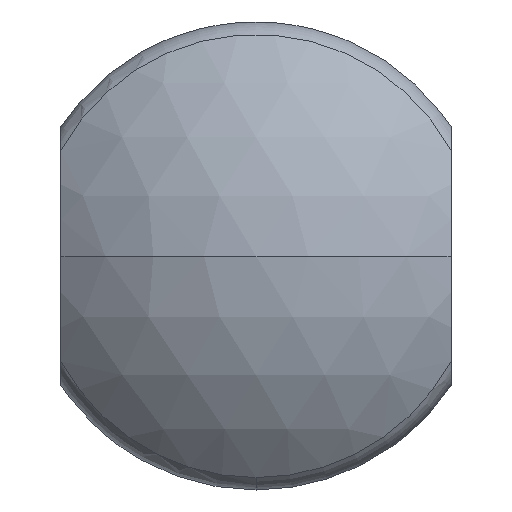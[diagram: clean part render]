
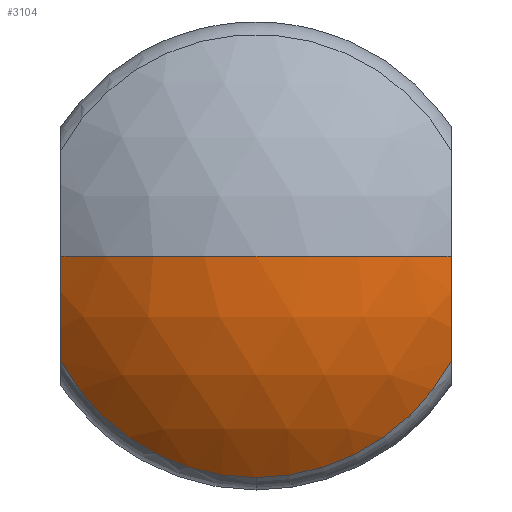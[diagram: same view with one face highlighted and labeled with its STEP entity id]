
A CAD part, front view. The second image highlights one B-rep face of the part: STEP entity #3104.
In plain terms, the highlighted spherical face has radius 25 mm.
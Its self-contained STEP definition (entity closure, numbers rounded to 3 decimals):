
#104 = DIRECTION ( 'NONE',  ( -1., 0., 0. ) ) ;
#195 = DIRECTION ( 'NONE',  ( 1., 0., 0. ) ) ;
#263 = DIRECTION ( 'NONE',  ( -1., 0., 0. ) ) ;
#338 = ORIENTED_EDGE ( 'NONE', *, *, #2036, .T. ) ;
#546 = DIRECTION ( 'NONE',  ( 0., -1., 0. ) ) ;
#641 = AXIS2_PLACEMENT_3D ( 'NONE', #3225, #546, #2588 ) ;
#672 = VERTEX_POINT ( 'NONE', #3262 ) ;
#694 = CIRCLE ( 'NONE', #1877, 25. ) ;
#780 = VERTEX_POINT ( 'NONE', #3390 ) ;
#792 = CIRCLE ( 'NONE', #1706, 20. ) ;
#820 = ORIENTED_EDGE ( 'NONE', *, *, #975, .F. ) ;
#975 = EDGE_CURVE ( 'Defeature ausgef�hrt2_13+Defeature ausgef�hrt2_9+Defeature ausgef�hrt2_8+Defeature ausgef�hrt2_12', #780, #3495, #792, .T. ) ;
#987 = CARTESIAN_POINT ( 'NONE',  ( 15., -103.288, -8.096 ) ) ;
#1196 = CARTESIAN_POINT ( 'NONE',  ( 15., -85., 0. ) ) ;
#1267 = CIRCLE ( 'NONE', #1698, 20. ) ;
#1282 = DIRECTION ( 'NONE',  ( 0., 0., -1. ) ) ;
#1290 = CARTESIAN_POINT ( 'NONE',  ( -15., -105., 0. ) ) ;
#1326 = CIRCLE ( 'NONE', #2991, 17.045 ) ;
#1396 = DIRECTION ( 'NONE',  ( 0., 0., -1. ) ) ;
#1640 = DIRECTION ( 'NONE',  ( -1., 0., 0. ) ) ;
#1685 = SPHERICAL_SURFACE ( 'NONE', #2464, 25. ) ;
#1698 = AXIS2_PLACEMENT_3D ( 'NONE', #3415, #1640, #3713 ) ;
#1706 = AXIS2_PLACEMENT_3D ( 'NONE', #1196, #1842, #2096 ) ;
#1738 = CIRCLE ( 'NONE', #641, 17.045 ) ;
#1842 = DIRECTION ( 'NONE',  ( 1., 0., 0. ) ) ;
#1877 = AXIS2_PLACEMENT_3D ( 'NONE', #3381, #1894, #195 ) ;
#1894 = DIRECTION ( 'NONE',  ( 0., 0., 1. ) ) ;
#1929 = CARTESIAN_POINT ( 'NONE',  ( 0., -103.288, 0. ) ) ;
#2036 = EDGE_CURVE ( 'Defeature ausgef�hrt2_9+Defeature ausgef�hrt2_12+Defeature ausgef�hrt2_14+Defeature ausgef�hrt2_13', #3658, #3064, #1738, .T. ) ;
#2053 = AXIS2_PLACEMENT_3D ( 'NONE', #3341, #1282, #104 ) ;
#2096 = DIRECTION ( 'NONE',  ( 0., 0., 1. ) ) ;
#2270 = CARTESIAN_POINT ( 'NONE',  ( 0., -85., 0. ) ) ;
#2275 = VERTEX_POINT ( 'NONE', #1290 ) ;
#2281 = ORIENTED_EDGE ( 'NONE', *, *, #3440, .F. ) ;
#2337 = ORIENTED_EDGE ( 'NONE', *, *, #3022, .T. ) ;
#2424 = EDGE_CURVE ( 'NONE', #2275, #672, #694, .T. ) ;
#2464 = AXIS2_PLACEMENT_3D ( 'NONE', #2270, #1396, #263 ) ;
#2474 = FACE_OUTER_BOUND ( 'NONE', #3538, .T. ) ;
#2538 = CARTESIAN_POINT ( 'NONE',  ( 0., -103.288, -17.045 ) ) ;
#2588 = DIRECTION ( 'NONE',  ( 0., 0., -1. ) ) ;
#2643 = ORIENTED_EDGE ( 'NONE', *, *, #2424, .F. ) ;
#2847 = CIRCLE ( 'NONE', #2053, 25. ) ;
#2991 = AXIS2_PLACEMENT_3D ( 'NONE', #1929, #3697, #3405 ) ;
#3022 = EDGE_CURVE ( 'Defeature ausgef�hrt2_9+Defeature ausgef�hrt2_12+Defeature ausgef�hrt2_14+Defeature ausgef�hrt2_13', #3064, #3495, #1326, .T. ) ;
#3064 = VERTEX_POINT ( 'NONE', #2538 ) ;
#3088 = ORIENTED_EDGE ( 'NONE', *, *, #3504, .T. ) ;
#3104 = ADVANCED_FACE ( 'Defeature ausgef�hrt2_9', ( #2474 ), #1685, .T. ) ;
#3225 = CARTESIAN_POINT ( 'NONE',  ( 0., -103.288, 0. ) ) ;
#3262 = CARTESIAN_POINT ( 'NONE',  ( 0., -110., 0. ) ) ;
#3341 = CARTESIAN_POINT ( 'NONE',  ( 0., -85., 0. ) ) ;
#3381 = CARTESIAN_POINT ( 'NONE',  ( 0., -85., 0. ) ) ;
#3390 = CARTESIAN_POINT ( 'NONE',  ( 15., -105., 0. ) ) ;
#3405 = DIRECTION ( 'NONE',  ( 0., 0., -1. ) ) ;
#3415 = CARTESIAN_POINT ( 'NONE',  ( -15., -85., 0. ) ) ;
#3440 = EDGE_CURVE ( 'Defeature ausgef�hrt2_14+Defeature ausgef�hrt2_9+Defeature ausgef�hrt2_12+Defeature ausgef�hrt2_8', #3658, #2275, #1267, .T. ) ;
#3495 = VERTEX_POINT ( 'NONE', #987 ) ;
#3504 = EDGE_CURVE ( 'NONE', #780, #672, #2847, .T. ) ;
#3538 = EDGE_LOOP ( 'NONE', ( #820, #3088, #2643, #2281, #338, #2337 ) ) ;
#3657 = CARTESIAN_POINT ( 'NONE',  ( -15., -103.288, -8.096 ) ) ;
#3658 = VERTEX_POINT ( 'NONE', #3657 ) ;
#3697 = DIRECTION ( 'NONE',  ( 0., -1., 0. ) ) ;
#3713 = DIRECTION ( 'NONE',  ( 0., 0., -1. ) ) ;
